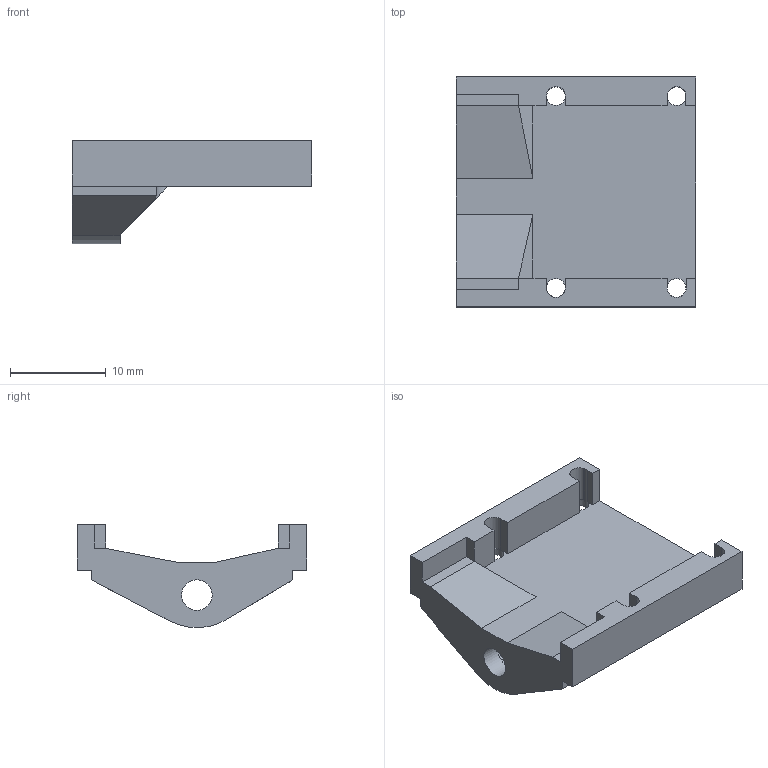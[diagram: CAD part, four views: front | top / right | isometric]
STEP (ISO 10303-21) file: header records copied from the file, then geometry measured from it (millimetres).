
FILE_DESCRIPTION(/* description */ (''),/* implementation_level */ '2;1');
FILE_NAME(/* name */ 'cam_mount.stp',/* time_stamp */ '2015-08-27T09:40:20+02:00',/* author */ (''),/* organization */ (''),/* preprocessor_version */ 'ST-DEVELOPER v14',/* originating_system */ 'SIEMENS PLM Software NX 8.0',/* authorisation */ '');
FILE_SCHEMA (('AUTOMOTIVE_DESIGN { 1 0 10303 214 3 1 1 1 }'));
Length unit declared in the file: millimetre
Products named in the file (1): cam_mount
Bounding box: 25 x 24 x 10.8 mm (x, y, z)
Volume: 1528.9 mm3; surface area: 2013.6 mm2
Topology: 1 solids, 1 shells, 55 faces, 278 edges, 341 vertices
Faces by surface type: plane 42, cylinder 13
Full cylindrical faces by diameter (mm): 1.95 x4, 3.2 x1, 5.6 x1
Entity records: 2859 total; most frequent: CARTESIAN_POINT 425, DIRECTION 415, ORIENTED_EDGE 300, LINE 229, VECTOR 229, EDGE_CURVE 150, STYLED_ITEM 118, PRESENTATION_STYLE_ASSIGNMENT 118
